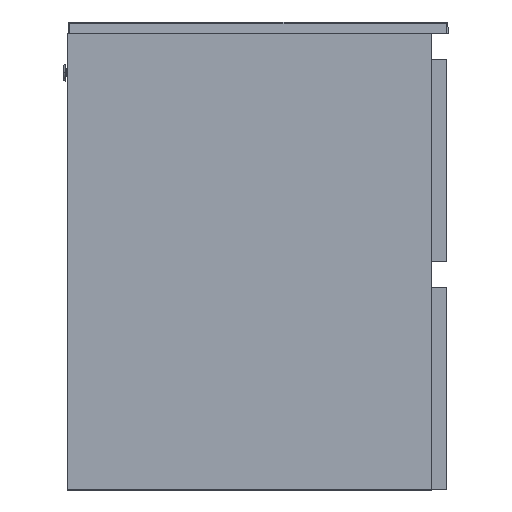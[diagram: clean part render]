
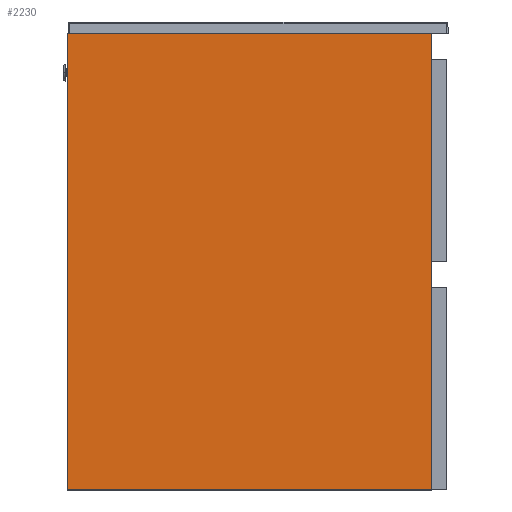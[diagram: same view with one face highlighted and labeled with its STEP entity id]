
A CAD part, left-side view. The second image highlights one B-rep face of the part: STEP entity #2230.
In plain terms, the highlighted planar face has unit normal (-1, 0, 0).
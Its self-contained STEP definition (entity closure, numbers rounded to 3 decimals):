
#2230=ADVANCED_FACE('',(#4677),#37101,.T.);
#4677=FACE_OUTER_BOUND('',#7108,.T.);
#7108=EDGE_LOOP('',(#18729,#18730,#18731,#18732));
#18729=ORIENTED_EDGE('',*,*,#24901,.T.);
#18730=ORIENTED_EDGE('',*,*,#24894,.T.);
#18731=ORIENTED_EDGE('',*,*,#24902,.F.);
#18732=ORIENTED_EDGE('',*,*,#24899,.F.);
#24894=EDGE_CURVE('',#34782,#34785,#29810,.T.);
#24899=EDGE_CURVE('',#34788,#34789,#29815,.T.);
#24901=EDGE_CURVE('',#34788,#34782,#29817,.T.);
#24902=EDGE_CURVE('',#34789,#34785,#29818,.T.);
#29810=B_SPLINE_CURVE_WITH_KNOTS('',1,(#96460,#96461),.UNSPECIFIED.,.F.,
 .F.,(2,2),(0.,2950.),.UNSPECIFIED.);
#29815=B_SPLINE_CURVE_WITH_KNOTS('',1,(#96470,#96471),.UNSPECIFIED.,.F.,
 .F.,(2,2),(0.,2950.),.UNSPECIFIED.);
#29817=B_SPLINE_CURVE_WITH_KNOTS('',1,(#96474,#96475),.UNSPECIFIED.,.F.,
 .F.,(2,2),(1740.,2320.),.UNSPECIFIED.);
#29818=B_SPLINE_CURVE_WITH_KNOTS('',1,(#96476,#96477),.UNSPECIFIED.,.F.,
 .F.,(2,2),(1740.,2320.),.UNSPECIFIED.);
#34782=VERTEX_POINT('',#96446);
#34785=VERTEX_POINT('',#96449);
#34788=VERTEX_POINT('',#96452);
#34789=VERTEX_POINT('',#96453);
#37101=PLANE('',#39106);
#39106=AXIS2_PLACEMENT_3D('',#96443,#41043,$);
#41043=DIRECTION('',(-1.,0.,0.));
#96443=CARTESIAN_POINT('',(-398.5,225.244,242.));
#96446=CARTESIAN_POINT('',(-398.5,-205.756,242.));
#96449=CARTESIAN_POINT('',(-398.5,-205.756,782.));
#96452=CARTESIAN_POINT('',(-398.5,225.244,242.));
#96453=CARTESIAN_POINT('',(-398.5,225.244,782.));
#96460=CARTESIAN_POINT('',(-398.5,-205.756,242.));
#96461=CARTESIAN_POINT('',(-398.5,-205.756,782.));
#96470=CARTESIAN_POINT('',(-398.5,225.244,242.));
#96471=CARTESIAN_POINT('',(-398.5,225.244,782.));
#96474=CARTESIAN_POINT('',(-398.5,225.244,242.));
#96475=CARTESIAN_POINT('',(-398.5,-205.756,242.));
#96476=CARTESIAN_POINT('',(-398.5,225.244,782.));
#96477=CARTESIAN_POINT('',(-398.5,-205.756,782.));
